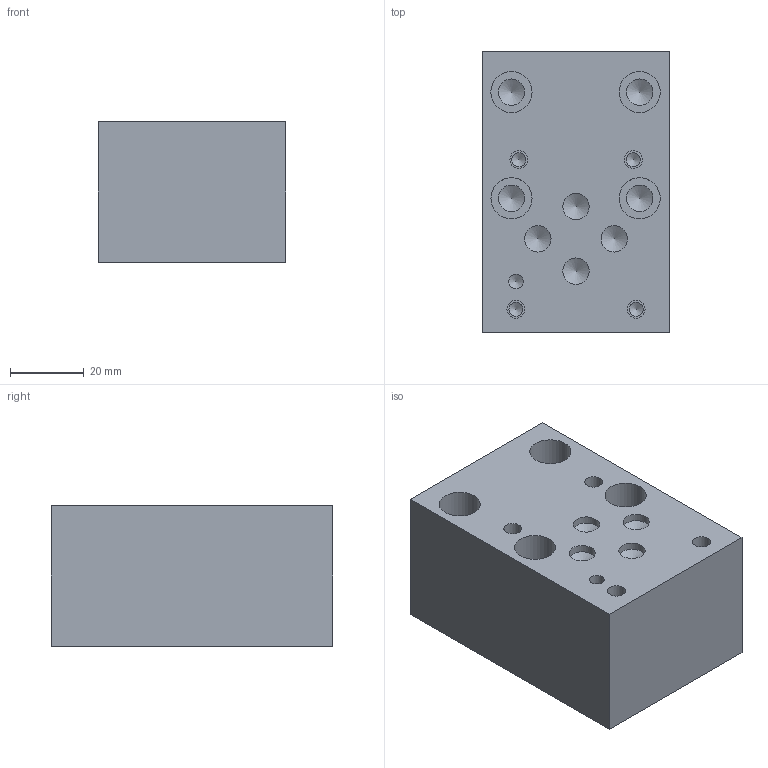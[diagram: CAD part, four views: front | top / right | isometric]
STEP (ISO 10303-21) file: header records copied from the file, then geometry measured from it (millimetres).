
FILE_DESCRIPTION(/* description */ (''),/* implementation_level */ '2;1');
FILE_NAME(/* name */ '_D03DG4M4VABA.stp',/* time_stamp */ '2020-09-24T16:17:39-04:00',/* author */ ('DEVONN'),/* organization */ (''),/* preprocessor_version */ 'ST-DEVELOPER v17',/* originating_system */ 'Autodesk Inventor 2019',/* authorisation */ '');
FILE_SCHEMA (('AUTOMOTIVE_DESIGN { 1 0 10303 214 3 1 1 }'));
Length unit declared in the file: millimetre
Products named in the file (1): Part_DD03DG4M4VABA.B01733R3_3D
Bounding box: 50.8 x 76.2 x 38.1 mm (x, y, z)
Volume: 140273.9 mm3; surface area: 21398.6 mm2
Topology: 1 solids, 1 shells, 439 faces, 1207 edges, 816 vertices
Faces by surface type: plane 300, bspline 83, cylinder 34, cone 22
Full cylindrical faces by diameter (mm): 3.175 x1, 3.785 x4, 3.962 x1, 4.826 x4, 6.35 x4, 7.137 x12, 11.125 x8
Entity records: 14598 total; most frequent: CARTESIAN_POINT 3520, ORIENTED_EDGE 2370, DIRECTION 1857, EDGE_CURVE 1185, LINE 895, VECTOR 895, VERTEX_POINT 816, EDGE_LOOP 507
